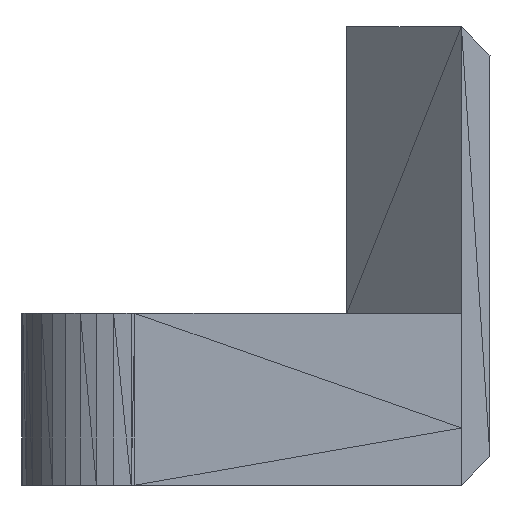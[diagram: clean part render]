
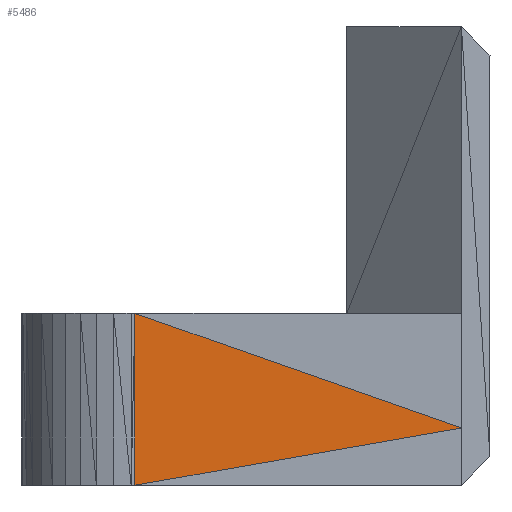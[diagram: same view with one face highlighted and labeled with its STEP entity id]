
A CAD part, left-side view. The second image highlights one B-rep face of the part: STEP entity #5486.
In plain terms, the highlighted planar face has unit normal (-1, 0.001, -0.002).
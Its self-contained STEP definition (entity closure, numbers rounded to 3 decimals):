
#392=FACE_OUTER_BOUND('',#837,.T.);
#837=EDGE_LOOP('',(#4420,#4421,#4422));
#1522=LINE('',#8828,#2223);
#1524=LINE('',#8831,#2225);
#1525=LINE('',#8832,#2226);
#2223=VECTOR('',#7374,12.072);
#2225=VECTOR('',#7378,6.);
#2226=VECTOR('',#7379,11.564);
#2371=VERTEX_POINT('',#7846);
#2525=VERTEX_POINT('',#8524);
#2545=VERTEX_POINT('',#8827);
#3178=EDGE_CURVE('',#2371,#2545,#1522,.T.);
#3180=EDGE_CURVE('',#2545,#2525,#1524,.T.);
#3181=EDGE_CURVE('',#2371,#2525,#1525,.T.);
#4420=ORIENTED_EDGE('',*,*,#3180,.T.);
#4421=ORIENTED_EDGE('',*,*,#3181,.F.);
#4422=ORIENTED_EDGE('',*,*,#3178,.T.);
#5041=PLANE('',#5933);
#5486=ADVANCED_FACE('',(#392),#5041,.T.);
#5933=AXIS2_PLACEMENT_3D('',#8830,#7376,#7377);
#7374=DIRECTION('',(0.,0.944,0.331));
#7376=DIRECTION('center_axis',(-1.,0.001,
-0.002));
#7377=DIRECTION('ref_axis',(-0.002,0.,1.));
#7378=DIRECTION('',(0.002,0.,-1.));
#7379=DIRECTION('',(0.001,0.985,-0.173));
#7846=CARTESIAN_POINT('',(2.147,2.774,2.));
#8524=CARTESIAN_POINT('',(2.158,14.164,0.));
#8827=CARTESIAN_POINT('',(2.147,14.164,6.));
#8828=CARTESIAN_POINT('',(2.147,2.774,2.));
#8830=CARTESIAN_POINT('Origin',(2.147,14.164,6.));
#8831=CARTESIAN_POINT('',(2.147,14.164,6.));
#8832=CARTESIAN_POINT('',(2.147,2.774,2.));
